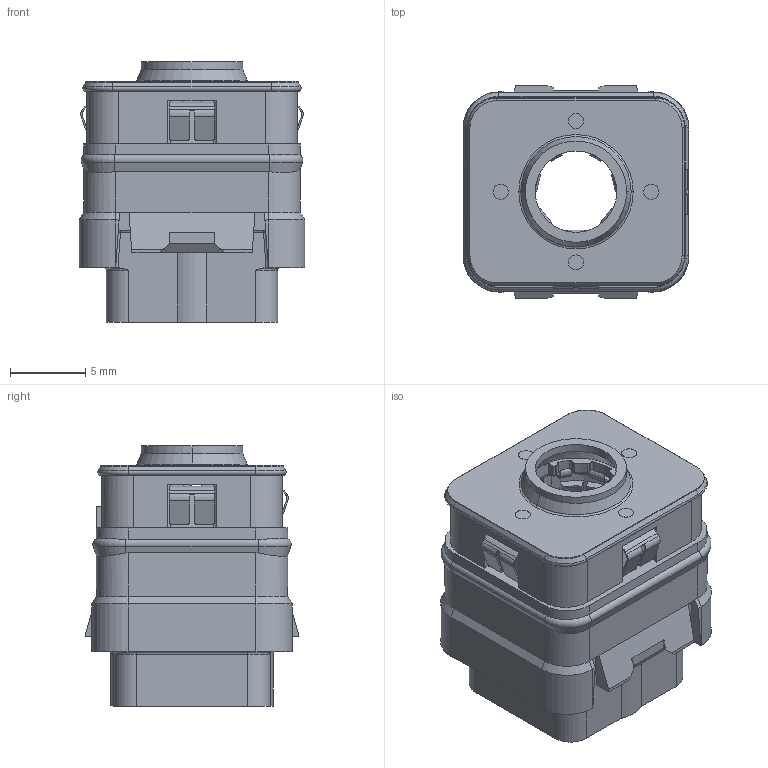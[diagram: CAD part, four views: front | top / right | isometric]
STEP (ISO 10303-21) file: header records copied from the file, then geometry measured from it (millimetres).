
FILE_DESCRIPTION((''),'2;1');
FILE_NAME('SIMEG0108PC','2020-01-15T',('presta_be4'),(''),'CREO PARAMETRIC BY PTC INC, 2018360','CREO PARAMETRIC BY PTC INC, 2018360','');
FILE_SCHEMA(('CONFIG_CONTROL_DESIGN'));
Length unit declared in the file: millimetre
Products named in the file (1): SIMEG0108PC
Bounding box: 15 x 14.15 x 17.3 mm (x, y, z)
Volume: 1714.6 mm3; surface area: 2064.4 mm2
Topology: 1 solids, 1 shells, 690 faces, 1867 edges, 1174 vertices
Faces by surface type: plane 291, cylinder 289, torus 49, cone 37, sphere 20, bspline 4
Entity records: 23862 total; most frequent: CARTESIAN_POINT 6304, ORIENTED_EDGE 3734, DIRECTION 3708, EDGE_CURVE 1867, AXIS2_PLACEMENT_3D 1338, VERTEX_POINT 1174, VECTOR 1032, LINE 1032
